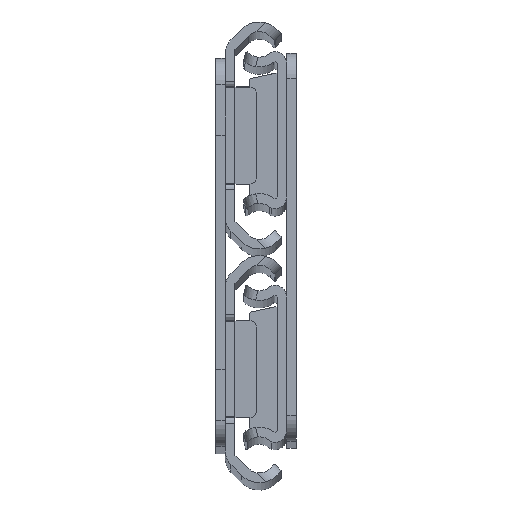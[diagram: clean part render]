
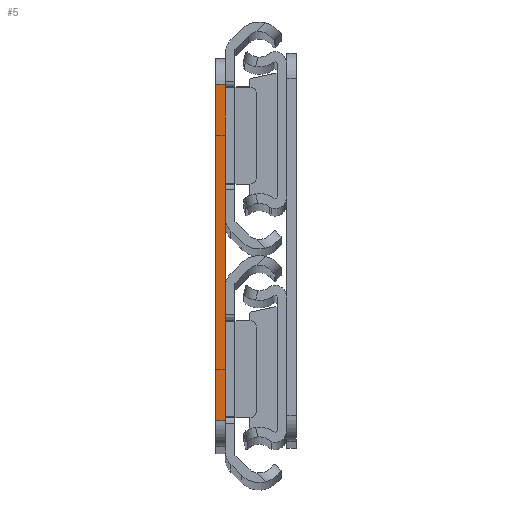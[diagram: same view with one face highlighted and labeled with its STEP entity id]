
A CAD part, top view. The second image highlights one B-rep face of the part: STEP entity #5.
In plain terms, the highlighted planar face has unit normal (0, 0, 1).
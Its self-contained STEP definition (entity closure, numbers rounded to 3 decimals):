
#5 = ADVANCED_FACE ( 'NONE', ( #831 ), #7786, .T. ) ;
#477 = CARTESIAN_POINT ( 'NONE',  ( -1.5, 0., 0. ) ) ;
#831 = FACE_OUTER_BOUND ( 'NONE', #5095, .T. ) ;
#1148 = VECTOR ( 'NONE', #3569, 1000. ) ;
#1185 = CARTESIAN_POINT ( 'NONE',  ( 0., -26., 0. ) ) ;
#1492 = DIRECTION ( 'NONE',  ( 1., 0., 0. ) ) ;
#1555 = VECTOR ( 'NONE', #4757, 1000. ) ;
#1720 = CARTESIAN_POINT ( 'NONE',  ( -1.5, 26., 0. ) ) ;
#1792 = LINE ( 'NONE', #477, #5340 ) ;
#1817 = ORIENTED_EDGE ( 'NONE', *, *, #2419, .T. ) ;
#2013 = VERTEX_POINT ( 'NONE', #2996 ) ;
#2419 = EDGE_CURVE ( 'NONE', #2013, #3158, #1792, .T. ) ;
#2425 = LINE ( 'NONE', #7342, #7676 ) ;
#2899 = VERTEX_POINT ( 'NONE', #3860 ) ;
#2996 = CARTESIAN_POINT ( 'NONE',  ( -1.5, 26., 0. ) ) ;
#3032 = CARTESIAN_POINT ( 'NONE',  ( 0., 0., 0. ) ) ;
#3158 = VERTEX_POINT ( 'NONE', #7049 ) ;
#3569 = DIRECTION ( 'NONE',  ( -1., 0., 0. ) ) ;
#3860 = CARTESIAN_POINT ( 'NONE',  ( 0., 26., 0. ) ) ;
#3943 = ORIENTED_EDGE ( 'NONE', *, *, #7537, .T. ) ;
#4628 = EDGE_CURVE ( 'NONE', #2899, #2013, #5364, .T. ) ;
#4757 = DIRECTION ( 'NONE',  ( 0., -1., 0. ) ) ;
#5095 = EDGE_LOOP ( 'NONE', ( #1817, #3943, #6735, #5401 ) ) ;
#5132 = CARTESIAN_POINT ( 'NONE',  ( -1.5, 0., 0. ) ) ;
#5340 = VECTOR ( 'NONE', #6054, 1000. ) ;
#5364 = LINE ( 'NONE', #1720, #1148 ) ;
#5401 = ORIENTED_EDGE ( 'NONE', *, *, #4628, .T. ) ;
#5953 = VERTEX_POINT ( 'NONE', #1185 ) ;
#6054 = DIRECTION ( 'NONE',  ( 0., -1., 0. ) ) ;
#6735 = ORIENTED_EDGE ( 'NONE', *, *, #8118, .F. ) ;
#6890 = AXIS2_PLACEMENT_3D ( 'NONE', #5132, #7744, #1492 ) ;
#7049 = CARTESIAN_POINT ( 'NONE',  ( -1.5, -26., 0. ) ) ;
#7342 = CARTESIAN_POINT ( 'NONE',  ( -1.5, -26., 0. ) ) ;
#7371 = LINE ( 'NONE', #3032, #1555 ) ;
#7537 = EDGE_CURVE ( 'NONE', #3158, #5953, #2425, .T. ) ;
#7676 = VECTOR ( 'NONE', #8077, 1000. ) ;
#7744 = DIRECTION ( 'NONE',  ( 0., 0., 1. ) ) ;
#7786 = PLANE ( 'NONE',  #6890 ) ;
#8077 = DIRECTION ( 'NONE',  ( 1., 0., 0. ) ) ;
#8118 = EDGE_CURVE ( 'NONE', #2899, #5953, #7371, .T. ) ;
